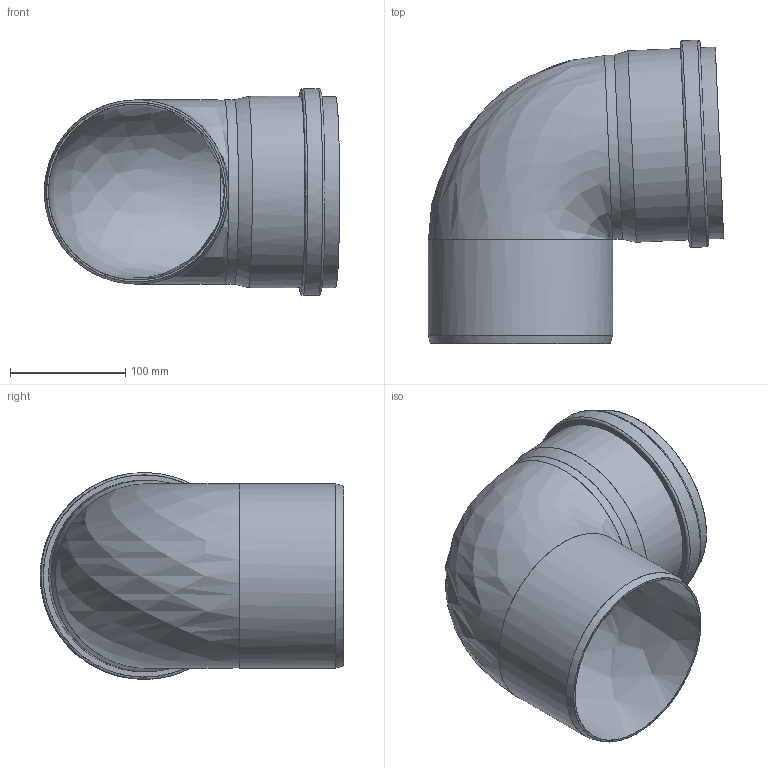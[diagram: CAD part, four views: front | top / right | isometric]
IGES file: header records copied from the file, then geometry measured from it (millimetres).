
Global section: file name: 07116_C87 160.igs; native system: NX V4.0; preprocessor: UGS NX IGES V5.0; date: 20090715.090322; units: millimetre
Bounding box: 256.45 x 263.65 x 179.65 mm (x, y, z)
Surface area: 340662.5 mm2 (no closed solid volume)
Topology: 0 solids, 0 shells, 33 faces, 421 edges, 390 vertices
Faces by surface type: bspline 33
